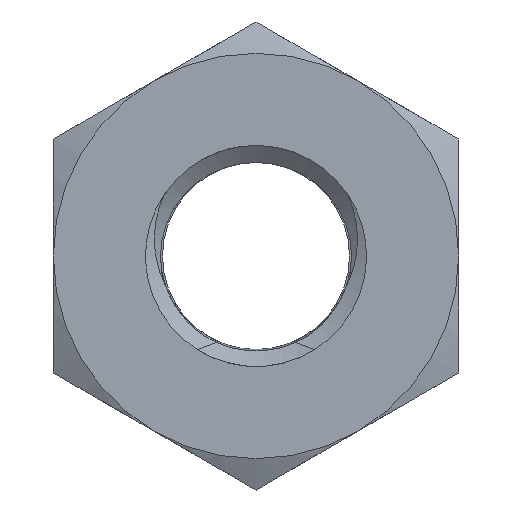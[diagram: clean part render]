
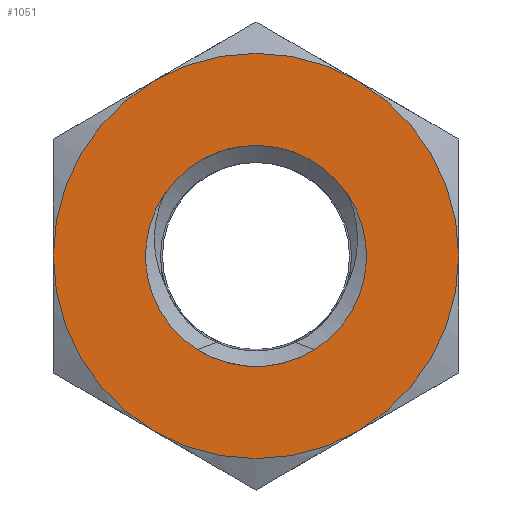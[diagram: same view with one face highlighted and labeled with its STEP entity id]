
A CAD part, front view. The second image highlights one B-rep face of the part: STEP entity #1051.
In plain terms, the highlighted planar face has unit normal (0, -1, 0).
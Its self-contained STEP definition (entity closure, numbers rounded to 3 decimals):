
#22=FACE_BOUND('',#313,.T.);
#28=PLANE('',#1186);
#70=ELLIPSE('',#1120,2.217,2.094);
#71=ELLIPSE('',#1121,2.217,2.094);
#248=FACE_OUTER_BOUND('',#312,.T.);
#312=EDGE_LOOP('',(#878,#879,#880,#881,#882,#883));
#313=EDGE_LOOP('',(#884,#885,#886,#887,#888,#889,#890));
#364=CIRCLE('',#1117,2.75);
#391=CIRCLE('',#1177,1.5);
#392=CIRCLE('',#1179,1.5);
#393=CIRCLE('',#1180,1.5);
#395=CIRCLE('',#1184,1.5);
#396=CIRCLE('',#1187,2.75);
#397=CIRCLE('',#1188,2.75);
#398=CIRCLE('',#1189,2.75);
#399=CIRCLE('',#1190,2.75);
#400=CIRCLE('',#1191,2.75);
#401=CIRCLE('',#1192,1.5);
#432=VERTEX_POINT('',#1605);
#433=VERTEX_POINT('',#1606);
#437=VERTEX_POINT('',#1619);
#438=VERTEX_POINT('',#1621);
#439=VERTEX_POINT('',#1623);
#489=VERTEX_POINT('',#2172);
#490=VERTEX_POINT('',#2173);
#491=VERTEX_POINT('',#2187);
#492=VERTEX_POINT('',#2189);
#496=VERTEX_POINT('',#2254);
#497=VERTEX_POINT('',#2255);
#498=VERTEX_POINT('',#2257);
#499=VERTEX_POINT('',#2259);
#543=EDGE_CURVE('',#432,#433,#364,.T.);
#548=EDGE_CURVE('',#437,#438,#70,.T.);
#550=EDGE_CURVE('',#439,#437,#71,.T.);
#625=EDGE_CURVE('',#489,#490,#391,.T.);
#626=EDGE_CURVE('',#438,#491,#392,.T.);
#628=EDGE_CURVE('',#492,#439,#393,.T.);
#634=EDGE_CURVE('',#491,#489,#395,.T.);
#635=EDGE_CURVE('',#496,#497,#396,.T.);
#636=EDGE_CURVE('',#497,#498,#397,.T.);
#637=EDGE_CURVE('',#498,#499,#398,.T.);
#638=EDGE_CURVE('',#499,#432,#399,.T.);
#639=EDGE_CURVE('',#433,#496,#400,.T.);
#640=EDGE_CURVE('',#490,#492,#401,.T.);
#878=ORIENTED_EDGE('',*,*,#635,.T.);
#879=ORIENTED_EDGE('',*,*,#636,.T.);
#880=ORIENTED_EDGE('',*,*,#637,.T.);
#881=ORIENTED_EDGE('',*,*,#638,.T.);
#882=ORIENTED_EDGE('',*,*,#543,.T.);
#883=ORIENTED_EDGE('',*,*,#639,.T.);
#884=ORIENTED_EDGE('',*,*,#640,.F.);
#885=ORIENTED_EDGE('',*,*,#625,.F.);
#886=ORIENTED_EDGE('',*,*,#634,.F.);
#887=ORIENTED_EDGE('',*,*,#626,.F.);
#888=ORIENTED_EDGE('',*,*,#548,.F.);
#889=ORIENTED_EDGE('',*,*,#550,.F.);
#890=ORIENTED_EDGE('',*,*,#628,.F.);
#1051=ADVANCED_FACE('',(#248,#22),#28,.T.);
#1117=AXIS2_PLACEMENT_3D('',#1607,#1288,#1289);
#1120=AXIS2_PLACEMENT_3D('',#1622,#1295,#1296);
#1121=AXIS2_PLACEMENT_3D('',#1659,#1297,#1298);
#1177=AXIS2_PLACEMENT_3D('',#2185,#1431,#1432);
#1179=AXIS2_PLACEMENT_3D('',#2188,#1435,#1436);
#1180=AXIS2_PLACEMENT_3D('',#2216,#1437,#1438);
#1184=AXIS2_PLACEMENT_3D('',#2251,#1445,#1446);
#1186=AXIS2_PLACEMENT_3D('',#2253,#1449,#1450);
#1187=AXIS2_PLACEMENT_3D('',#2256,#1451,#1452);
#1188=AXIS2_PLACEMENT_3D('',#2258,#1453,#1454);
#1189=AXIS2_PLACEMENT_3D('',#2260,#1455,#1456);
#1190=AXIS2_PLACEMENT_3D('',#2261,#1457,#1458);
#1191=AXIS2_PLACEMENT_3D('',#2262,#1459,#1460);
#1192=AXIS2_PLACEMENT_3D('',#2263,#1461,#1462);
#1288=DIRECTION('center_axis',(0.,-1.,0.));
#1289=DIRECTION('ref_axis',(0.,0.,-1.));
#1295=DIRECTION('center_axis',(0.,-1.,0.));
#1296=DIRECTION('ref_axis',(0.,0.,1.));
#1297=DIRECTION('center_axis',(0.,-1.,0.));
#1298=DIRECTION('ref_axis',(0.,0.,1.));
#1431=DIRECTION('center_axis',(0.,-1.,0.));
#1432=DIRECTION('ref_axis',(0.,0.,-1.));
#1435=DIRECTION('center_axis',(0.,-1.,0.));
#1436=DIRECTION('ref_axis',(0.,0.,-1.));
#1437=DIRECTION('center_axis',(0.,-1.,0.));
#1438=DIRECTION('ref_axis',(0.,0.,-1.));
#1445=DIRECTION('center_axis',(0.,-1.,0.));
#1446=DIRECTION('ref_axis',(0.,0.,-1.));
#1449=DIRECTION('center_axis',(0.,-1.,0.));
#1450=DIRECTION('ref_axis',(0.,0.,-1.));
#1451=DIRECTION('center_axis',(0.,-1.,0.));
#1452=DIRECTION('ref_axis',(0.,0.,-1.));
#1453=DIRECTION('center_axis',(0.,-1.,0.));
#1454=DIRECTION('ref_axis',(0.,0.,-1.));
#1455=DIRECTION('center_axis',(0.,-1.,0.));
#1456=DIRECTION('ref_axis',(0.,0.,-1.));
#1457=DIRECTION('center_axis',(0.,-1.,0.));
#1458=DIRECTION('ref_axis',(0.,0.,-1.));
#1459=DIRECTION('center_axis',(0.,-1.,0.));
#1460=DIRECTION('ref_axis',(0.,0.,-1.));
#1461=DIRECTION('center_axis',(0.,-1.,0.));
#1462=DIRECTION('ref_axis',(0.,0.,-1.));
#1605=CARTESIAN_POINT('',(1.375,0.,2.382));
#1606=CARTESIAN_POINT('',(-1.375,0.,2.382));
#1607=CARTESIAN_POINT('Origin',(0.,0.,0.));
#1619=CARTESIAN_POINT('',(0.,0.,1.5));
#1621=CARTESIAN_POINT('',(-0.048,0.,1.499));
#1622=CARTESIAN_POINT('Origin',(0.,0.,-0.718));
#1623=CARTESIAN_POINT('',(0.048,0.,1.499));
#1659=CARTESIAN_POINT('Origin',(0.,0.,-0.718));
#2172=CARTESIAN_POINT('',(-0.798,0.,-1.27));
#2173=CARTESIAN_POINT('',(0.798,0.,-1.27));
#2185=CARTESIAN_POINT('Origin',(0.,0.,0.));
#2187=CARTESIAN_POINT('',(-1.237,0.,0.848));
#2188=CARTESIAN_POINT('Origin',(0.,0.,0.));
#2189=CARTESIAN_POINT('',(1.237,0.,0.848));
#2216=CARTESIAN_POINT('Origin',(0.,0.,0.));
#2251=CARTESIAN_POINT('Origin',(0.,0.,0.));
#2253=CARTESIAN_POINT('Origin',(2.75,0.,-1.588));
#2254=CARTESIAN_POINT('',(-2.75,0.,0.));
#2255=CARTESIAN_POINT('',(-1.375,0.,-2.382));
#2256=CARTESIAN_POINT('Origin',(0.,0.,0.));
#2257=CARTESIAN_POINT('',(1.375,0.,-2.382));
#2258=CARTESIAN_POINT('Origin',(0.,0.,0.));
#2259=CARTESIAN_POINT('',(2.75,0.,0.));
#2260=CARTESIAN_POINT('Origin',(0.,0.,0.));
#2261=CARTESIAN_POINT('Origin',(0.,0.,0.));
#2262=CARTESIAN_POINT('Origin',(0.,0.,0.));
#2263=CARTESIAN_POINT('Origin',(0.,0.,0.));
